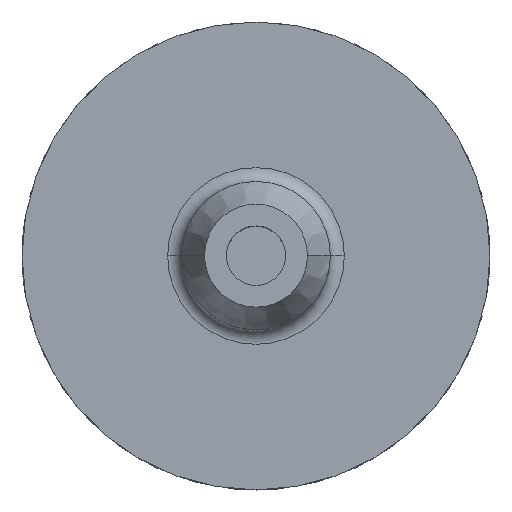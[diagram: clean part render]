
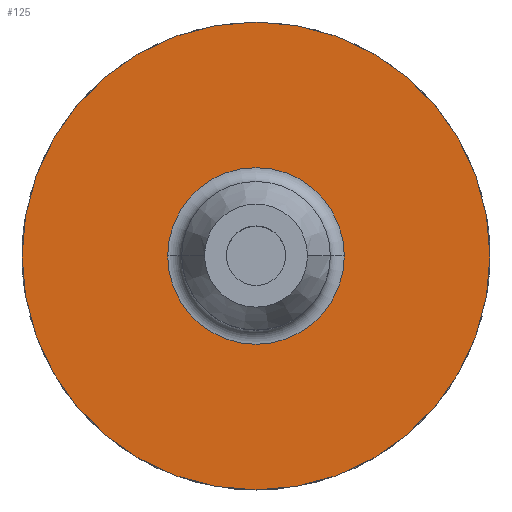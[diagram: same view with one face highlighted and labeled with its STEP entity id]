
A CAD part, top view. The second image highlights one B-rep face of the part: STEP entity #125.
In plain terms, the highlighted planar face has unit normal (0, 0, 1).
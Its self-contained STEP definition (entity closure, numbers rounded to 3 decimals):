
#21 = AXIS2_PLACEMENT_3D ( 'NONE', #1271, #1314, #1331 ) ;
#106 = VERTEX_POINT ( 'NONE', #235 ) ;
#125 = ADVANCED_FACE ( 'NONE', ( #1522, #1029 ), #1239, .F. ) ;
#155 = AXIS2_PLACEMENT_3D ( 'NONE', #517, #510, #1344 ) ;
#159 = CIRCLE ( 'NONE', #440, 18.875 ) ;
#189 = VERTEX_POINT ( 'NONE', #1492 ) ;
#235 = CARTESIAN_POINT ( 'NONE',  ( 18.875, 0., 38. ) ) ;
#267 = VERTEX_POINT ( 'NONE', #1285 ) ;
#276 = AXIS2_PLACEMENT_3D ( 'NONE', #859, #994, #1123 ) ;
#396 = EDGE_CURVE ( 'NONE', #833, #267, #1330, .T. ) ;
#440 = AXIS2_PLACEMENT_3D ( 'NONE', #1257, #1262, #1268 ) ;
#510 = DIRECTION ( 'NONE',  ( 0., 0., -1. ) ) ;
#517 = CARTESIAN_POINT ( 'NONE',  ( 0., 0., 38. ) ) ;
#540 = EDGE_CURVE ( 'NONE', #106, #189, #1305, .T. ) ;
#583 = CARTESIAN_POINT ( 'NONE',  ( 50., 0., 38. ) ) ;
#663 = EDGE_CURVE ( 'NONE', #267, #833, #1321, .T. ) ;
#751 = EDGE_LOOP ( 'NONE', ( #837, #774 ) ) ;
#774 = ORIENTED_EDGE ( 'NONE', *, *, #396, .F. ) ;
#825 = EDGE_LOOP ( 'NONE', ( #959, #901 ) ) ;
#833 = VERTEX_POINT ( 'NONE', #583 ) ;
#837 = ORIENTED_EDGE ( 'NONE', *, *, #663, .F. ) ;
#859 = CARTESIAN_POINT ( 'NONE',  ( 0., 50., 38. ) ) ;
#901 = ORIENTED_EDGE ( 'NONE', *, *, #540, .T. ) ;
#959 = ORIENTED_EDGE ( 'NONE', *, *, #1054, .T. ) ;
#994 = DIRECTION ( 'NONE',  ( 0., 0., -1. ) ) ;
#1029 = FACE_OUTER_BOUND ( 'NONE', #751, .T. ) ;
#1054 = EDGE_CURVE ( 'NONE', #189, #106, #159, .T. ) ;
#1123 = DIRECTION ( 'NONE',  ( -1., 0., 0. ) ) ;
#1239 = PLANE ( 'NONE',  #276 ) ;
#1257 = CARTESIAN_POINT ( 'NONE',  ( 0., 0., 38. ) ) ;
#1262 = DIRECTION ( 'NONE',  ( 0., 0., -1. ) ) ;
#1268 = DIRECTION ( 'NONE',  ( -1., 0., 0. ) ) ;
#1271 = CARTESIAN_POINT ( 'NONE',  ( 0., 0., 38. ) ) ;
#1285 = CARTESIAN_POINT ( 'NONE',  ( -50., 0., 38. ) ) ;
#1305 = CIRCLE ( 'NONE', #1644, 18.875 ) ;
#1314 = DIRECTION ( 'NONE',  ( 0., 0., -1. ) ) ;
#1321 = CIRCLE ( 'NONE', #21, 50. ) ;
#1330 = CIRCLE ( 'NONE', #155, 50. ) ;
#1331 = DIRECTION ( 'NONE',  ( -1., 0., 0. ) ) ;
#1344 = DIRECTION ( 'NONE',  ( -1., 0., 0. ) ) ;
#1390 = CARTESIAN_POINT ( 'NONE',  ( 0., 0., 38. ) ) ;
#1395 = DIRECTION ( 'NONE',  ( 0., 0., -1. ) ) ;
#1406 = DIRECTION ( 'NONE',  ( -1., 0., 0. ) ) ;
#1492 = CARTESIAN_POINT ( 'NONE',  ( -18.875, 0., 38. ) ) ;
#1522 = FACE_BOUND ( 'NONE', #825, .T. ) ;
#1644 = AXIS2_PLACEMENT_3D ( 'NONE', #1390, #1395, #1406 ) ;
